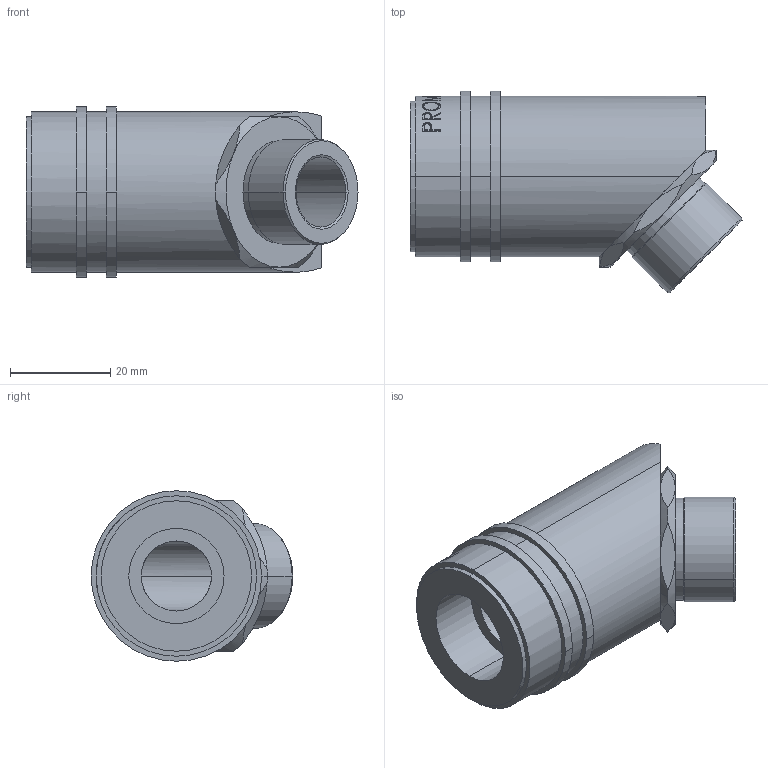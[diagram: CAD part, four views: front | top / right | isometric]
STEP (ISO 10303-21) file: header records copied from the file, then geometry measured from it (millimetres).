
FILE_DESCRIPTION (( 'STEP AP203' ), '1' );
FILE_NAME ('d8f1.STEP', '2022-07-27T14:11:55', ( '' ), ( '' ), 'SwSTEP 2.0', 'SolidWorks 2019', '' );
FILE_SCHEMA (( 'CONFIG_CONTROL_DESIGN' ));
Length unit declared in the file: millimetre
Products named in the file (1): d8f1
Bounding box: 66.23 x 40.23 x 34 mm (x, y, z)
Volume: 37452.8 mm3; surface area: 12163.7 mm2
Topology: 3 solids, 3 shells, 145 faces, 354 edges, 227 vertices
Faces by surface type: plane 52, bspline 42, cylinder 31, cone 20
Entity records: 9185 total; most frequent: CARTESIAN_POINT 6057, ORIENTED_EDGE 708, DIRECTION 502, EDGE_CURVE 354, VERTEX_POINT 227, AXIS2_PLACEMENT_3D 212, EDGE_LOOP 163, B_SPLINE_CURVE_WITH_KNOTS 160
